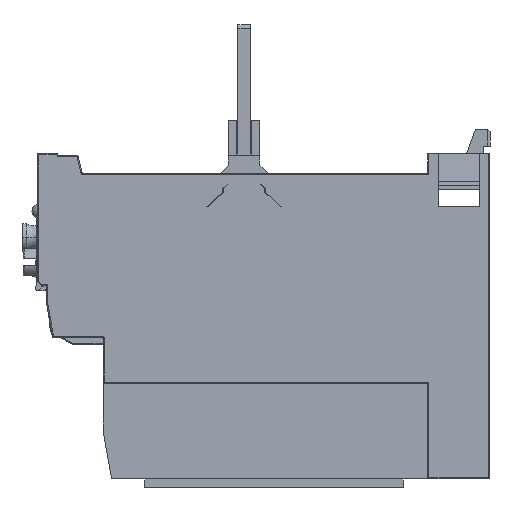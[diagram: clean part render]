
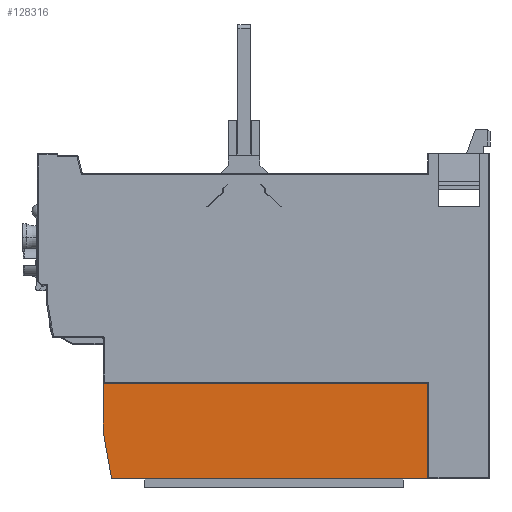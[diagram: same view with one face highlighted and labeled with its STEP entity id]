
A CAD part, left-side view. The second image highlights one B-rep face of the part: STEP entity #128316.
In plain terms, the highlighted planar face has unit normal (-1, 0, 0).
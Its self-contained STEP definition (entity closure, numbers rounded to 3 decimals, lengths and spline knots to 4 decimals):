
#4325=DIRECTION('',(0.,0.,-1.));
#4326=VECTOR('',#4325,0.4528);
#4327=CARTESIAN_POINT('',(0.,0.6911,
-0.2735));
#4328=LINE('',#4327,#4326);
#40067=DIRECTION('',(0.,-1.,0.));
#40068=VECTOR('',#40067,2.991);
#40069=CARTESIAN_POINT('',(0.,0.6112,
-1.179));
#40070=LINE('',#40069,#40068);
#40537=DIRECTION('',(0.,0.174,0.985));
#40538=VECTOR('',#40537,0.4597);
#40539=CARTESIAN_POINT('',(0.,0.6112,
-1.179));
#40540=LINE('',#40539,#40538);
#40541=DIRECTION('',(0.,-1.,0.));
#40542=VECTOR('',#40541,3.0709);
#40543=CARTESIAN_POINT('',(0.,0.6911,
-0.2735));
#40544=LINE('',#40543,#40542);
#40545=DIRECTION('',(0.,0.,-1.));
#40546=VECTOR('',#40545,0.9055);
#40547=CARTESIAN_POINT('',(0.,-2.3798,
-0.2735));
#40548=LINE('',#40547,#40546);
#69592=CARTESIAN_POINT('',(0.,0.6911,
-0.2735));
#69593=CARTESIAN_POINT('',(0.,-2.3798,
-0.2735));
#69594=VERTEX_POINT('',#69592);
#69595=VERTEX_POINT('',#69593);
#70919=CARTESIAN_POINT('',(0.,0.6911,
-0.7262));
#70920=VERTEX_POINT('',#70919);
#70921=CARTESIAN_POINT('',(0.,0.6112,
-1.179));
#70922=VERTEX_POINT('',#70921);
#82861=CARTESIAN_POINT('',(0.,-2.3798,
-1.179));
#82862=VERTEX_POINT('',#82861);
#128302=CARTESIAN_POINT('',(0.,-2.3798,
-1.179));
#128303=DIRECTION('',(-1.,0.,0.));
#128304=DIRECTION('',(0.,0.,1.));
#128305=AXIS2_PLACEMENT_3D('',#128302,#128303,#128304);
#128306=PLANE('',#128305);
#128307=ORIENTED_EDGE('',*,*,#94091,.T.);
#128308=ORIENTED_EDGE('',*,*,#94137,.F.);
#128310=ORIENTED_EDGE('',*,*,#128309,.T.);
#128312=ORIENTED_EDGE('',*,*,#128311,.T.);
#128313=ORIENTED_EDGE('',*,*,#127598,.F.);
#128314=EDGE_LOOP('',(#128307,#128308,#128310,#128312,#128313));
#128315=FACE_OUTER_BOUND('',#128314,.F.);
#128316=ADVANCED_FACE('',(#128315),#128306,.T.);
#94091=EDGE_CURVE('',#70922,#70920,#40540,.T.);
#94137=EDGE_CURVE('',#69594,#70920,#4328,.T.);
#127598=EDGE_CURVE('',#70922,#82862,#40070,.T.);
#128309=EDGE_CURVE('',#69594,#69595,#40544,.T.);
#128311=EDGE_CURVE('',#69595,#82862,#40548,.T.);
